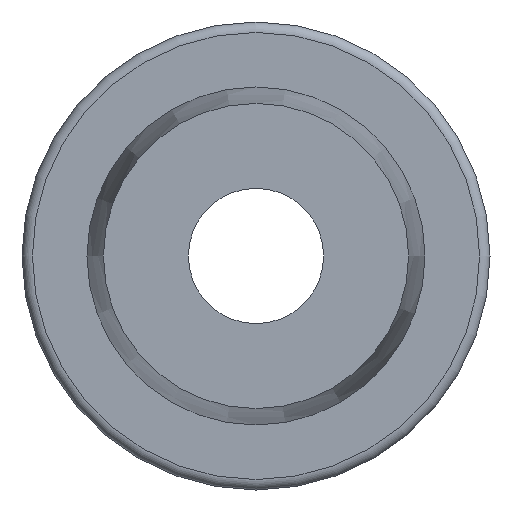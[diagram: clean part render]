
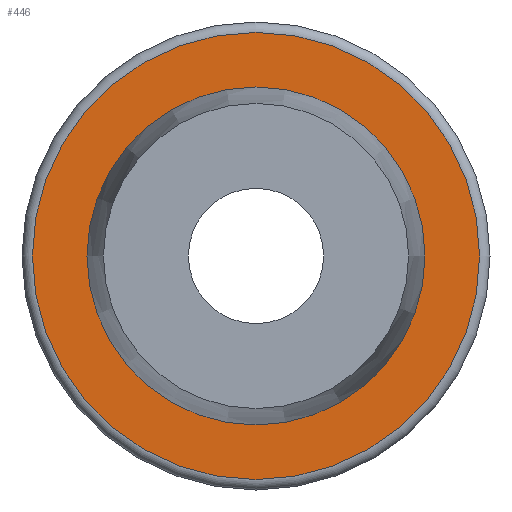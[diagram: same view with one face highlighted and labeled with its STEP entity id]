
A CAD part, left-side view. The second image highlights one B-rep face of the part: STEP entity #446.
In plain terms, the highlighted planar face has unit normal (-1, 0, 0).
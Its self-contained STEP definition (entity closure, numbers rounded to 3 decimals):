
#15=FACE_BOUND('',#83,.T.);
#19=PLANE('',#504);
#60=FACE_OUTER_BOUND('',#82,.T.);
#82=EDGE_LOOP('',(#322,#323));
#83=EDGE_LOOP('',(#324,#325));
#118=CIRCLE('',#502,4.3);
#119=CIRCLE('',#503,4.3);
#120=CIRCLE('',#505,3.);
#121=CIRCLE('',#506,3.);
#177=VERTEX_POINT('',#778);
#178=VERTEX_POINT('',#780);
#179=VERTEX_POINT('',#784);
#180=VERTEX_POINT('',#785);
#235=EDGE_CURVE('',#177,#178,#118,.T.);
#236=EDGE_CURVE('',#178,#177,#119,.T.);
#237=EDGE_CURVE('',#179,#180,#120,.T.);
#238=EDGE_CURVE('',#180,#179,#121,.T.);
#322=ORIENTED_EDGE('',*,*,#236,.F.);
#323=ORIENTED_EDGE('',*,*,#235,.F.);
#324=ORIENTED_EDGE('',*,*,#237,.F.);
#325=ORIENTED_EDGE('',*,*,#238,.F.);
#446=ADVANCED_FACE('',(#60,#15),#19,.T.);
#502=AXIS2_PLACEMENT_3D('',#781,#607,#608);
#503=AXIS2_PLACEMENT_3D('',#782,#609,#610);
#504=AXIS2_PLACEMENT_3D('',#783,#611,#612);
#505=AXIS2_PLACEMENT_3D('',#786,#613,#614);
#506=AXIS2_PLACEMENT_3D('',#787,#615,#616);
#607=DIRECTION('center_axis',(1.,0.,0.));
#608=DIRECTION('ref_axis',(0.,-1.,0.));
#609=DIRECTION('center_axis',(1.,0.,0.));
#610=DIRECTION('ref_axis',(0.,-1.,0.));
#611=DIRECTION('center_axis',(-1.,0.,0.));
#612=DIRECTION('ref_axis',(0.,0.,1.));
#613=DIRECTION('center_axis',(-1.,0.,0.));
#614=DIRECTION('ref_axis',(0.,-1.,0.));
#615=DIRECTION('center_axis',(-1.,0.,0.));
#616=DIRECTION('ref_axis',(0.,-1.,0.));
#778=CARTESIAN_POINT('',(12.5,0.,4.3));
#780=CARTESIAN_POINT('',(12.5,4.3,0.));
#781=CARTESIAN_POINT('Origin',(12.5,0.,0.));
#782=CARTESIAN_POINT('Origin',(12.5,0.,0.));
#783=CARTESIAN_POINT('Origin',(12.5,3.5,0.));
#784=CARTESIAN_POINT('',(12.5,3.,0.));
#785=CARTESIAN_POINT('',(12.5,0.,3.));
#786=CARTESIAN_POINT('Origin',(12.5,0.,0.));
#787=CARTESIAN_POINT('Origin',(12.5,0.,0.));
